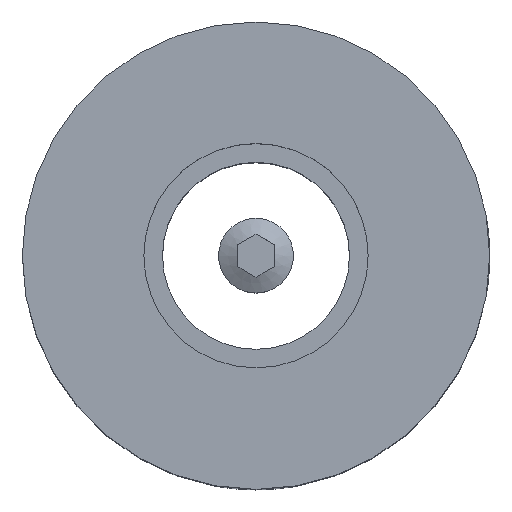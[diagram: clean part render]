
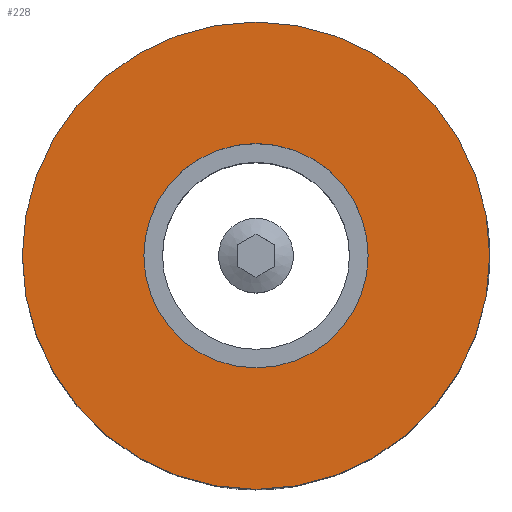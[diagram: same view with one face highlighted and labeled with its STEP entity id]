
A CAD part, top view. The second image highlights one B-rep face of the part: STEP entity #228.
In plain terms, the highlighted planar face has unit normal (0, 0, 1).
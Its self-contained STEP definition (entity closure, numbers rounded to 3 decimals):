
#228 = ADVANCED_FACE( '', ( #278, #279 ), #280, .T. );
#278 = FACE_OUTER_BOUND( '', #338, .T. );
#279 = FACE_BOUND( '', #339, .T. );
#280 = PLANE( '', #340 );
#338 = EDGE_LOOP( '', ( #416 ) );
#339 = EDGE_LOOP( '', ( #417 ) );
#340 = AXIS2_PLACEMENT_3D( '', #418, #419, #420 );
#416 = ORIENTED_EDGE( '', *, *, #505, .T. );
#417 = ORIENTED_EDGE( '', *, *, #508, .F. );
#418 = CARTESIAN_POINT( '', ( 0., 0., 4. ) );
#419 = DIRECTION( '', ( 0., 0., 1. ) );
#420 = DIRECTION( '', ( 1., 0., 0. ) );
#505 = EDGE_CURVE( '', #547, #547, #548, .T. );
#508 = EDGE_CURVE( '', #553, #553, #554, .T. );
#547 = VERTEX_POINT( '', #823 );
#548 = CIRCLE( '', #824, 12.5 );
#553 = VERTEX_POINT( '', #829 );
#554 = CIRCLE( '', #830, 6. );
#823 = CARTESIAN_POINT( '', ( 12.5, 0., 4. ) );
#824 = AXIS2_PLACEMENT_3D( '', #921, #922, #923 );
#829 = CARTESIAN_POINT( '', ( 6., 0., 4. ) );
#830 = AXIS2_PLACEMENT_3D( '', #930, #931, #932 );
#921 = CARTESIAN_POINT( '', ( 0., 0., 4. ) );
#922 = DIRECTION( '', ( 0., 0., 1. ) );
#923 = DIRECTION( '', ( 1., 0., 0. ) );
#930 = CARTESIAN_POINT( '', ( 0., 0., 4. ) );
#931 = DIRECTION( '', ( 0., 0., 1. ) );
#932 = DIRECTION( '', ( 1., 0., 0. ) );
